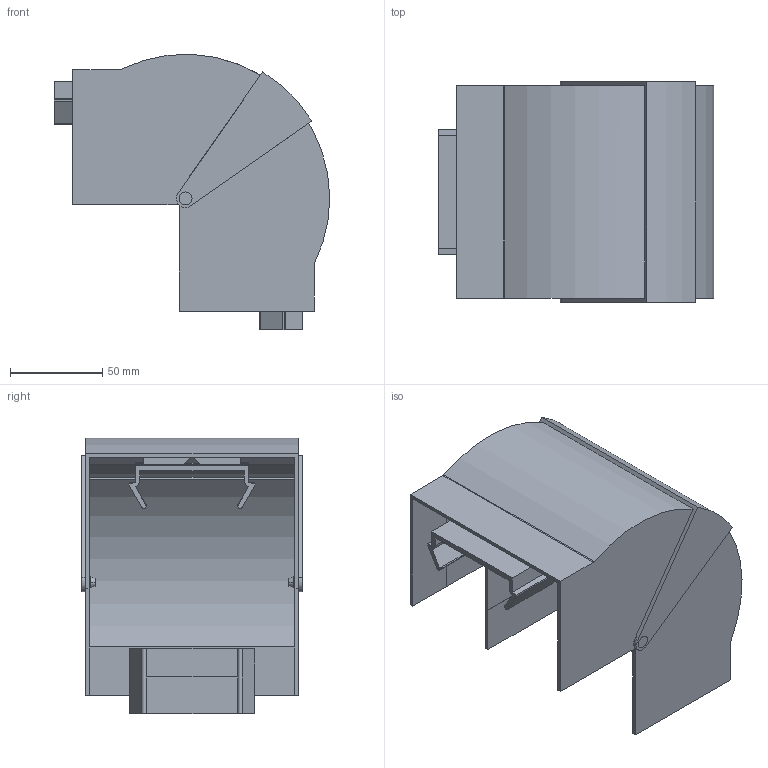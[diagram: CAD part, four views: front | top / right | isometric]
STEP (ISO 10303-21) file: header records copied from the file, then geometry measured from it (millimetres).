
FILE_DESCRIPTION (( 'STEP AP214' ), '1' );
FILE_NAME ('6274210.stp', '2016-04-29T13:28:33', ( '' ), ( '' ), 'SwSTEP 2.0', 'SolidWorks 2014', '' );
FILE_SCHEMA (( 'AUTOMOTIVE_DESIGN' ));
Length unit declared in the file: millimetre
Products named in the file (5): 004259_Standard; 039861_Standard; 034959_Standard; 039862_Standard; 6274210
Assembly tree (6 placements, depth 2):
  6274210
    039861_Standard
    004259_Standard  x2
    039862_Standard
    034959_Standard  x2
Bounding box: 148.99 x 119.4 x 148.94 mm (x, y, z)
Volume: 145789.5 mm3; surface area: 143552.6 mm2
Topology: 6 solids, 6 shells, 150 faces, 389 edges, 255 vertices
Faces by surface type: plane 100, cylinder 41, cone 8, torus 1
Entity records: 3602 total; most frequent: CARTESIAN_POINT 573, DIRECTION 558, ORIENTED_EDGE 540, EDGE_CURVE 270, VECTOR 202, LINE 202, AXIS2_PLACEMENT_3D 178, VERTEX_POINT 177
